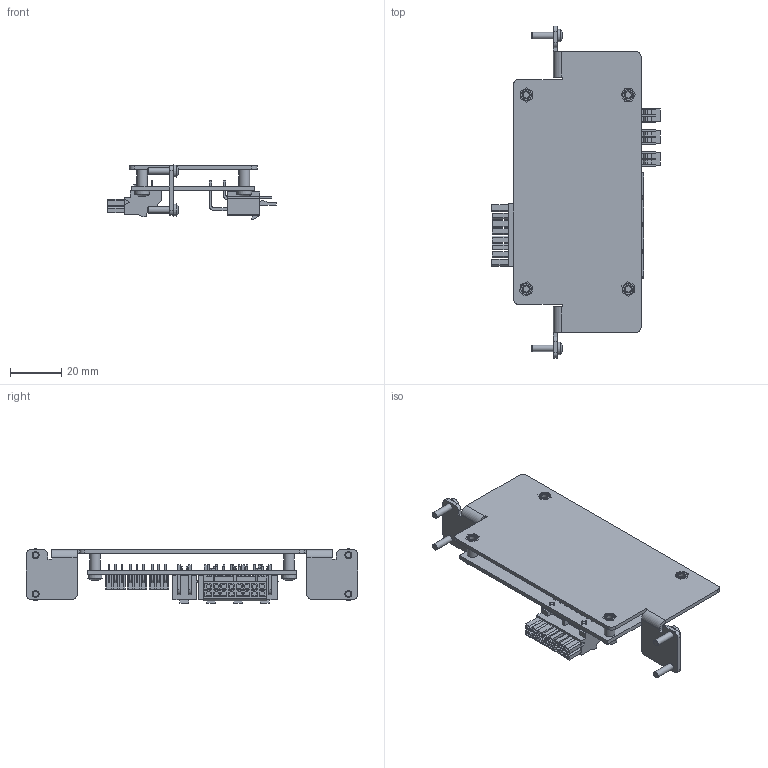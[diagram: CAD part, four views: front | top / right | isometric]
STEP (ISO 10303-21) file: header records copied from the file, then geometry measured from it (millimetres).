
FILE_DESCRIPTION(/* description */ (''),/* implementation_level */ '2;1');
FILE_NAME(/* name */ 'Helper#2.iam.v1.stp',/* time_stamp */ '2025-03-26T19:17:03+01:00',/* author */ ('Magdziak M'),/* organization */ ('Technosystem'),/* preprocessor_version */ 'ST-DEVELOPER v20',/* originating_system */ 'Autodesk Inventor 2024',/* authorisation */ '');
FILE_SCHEMA (('AUTOMOTIVE_DESIGN { 1 0 10303 214 3 1 1 }'));
Length unit declared in the file: millimetre
Products named in the file (11): #35783; #35784; #35785; 447641601; MOLEX_39-30-0040; MOLEX_22-05-7038; #35789; #35790; SO-M3-8 ZI; DIN 7985 (Z) - M2,5x10-Z; DIN 7985 (Z) - M3x8-Z
Assembly tree (24 placements, depth 3):
  #35783
    #35784
      #35785
      447641601
      MOLEX_39-30-0040  x4
      MOLEX_22-05-7038  x3
    #35789
      #35790
      SO-M3-8 ZI  x4
    DIN 7985 (Z) - M2,5x10-Z  x4
    DIN 7985 (Z) - M3x8-Z  x4
Bounding box: 66 x 130 x 21.37 mm (x, y, z)
Volume: 22419.8 mm3; surface area: 34296.6 mm2
Topology: 75 solids, 75 shells, 1864 faces, 4908 edges, 3220 vertices
Faces by surface type: plane 1534, cylinder 270, cone 36, torus 16, sphere 8
Full cylindrical faces by diameter (mm): 2.275 x4, 2.459 x4, 2.5 x4, 2.7 x4, 2.75 x4, 3 x4, 3.4 x4, 3.8 x4, 4.2 x12, 4.22 x4
Entity records: 35778 total; most frequent: CARTESIAN_POINT 6323, ORIENTED_EDGE 6144, DIRECTION 5835, EDGE_CURVE 3072, LINE 2553, VECTOR 2553, VERTEX_POINT 2009, AXIS2_PLACEMENT_3D 1641
